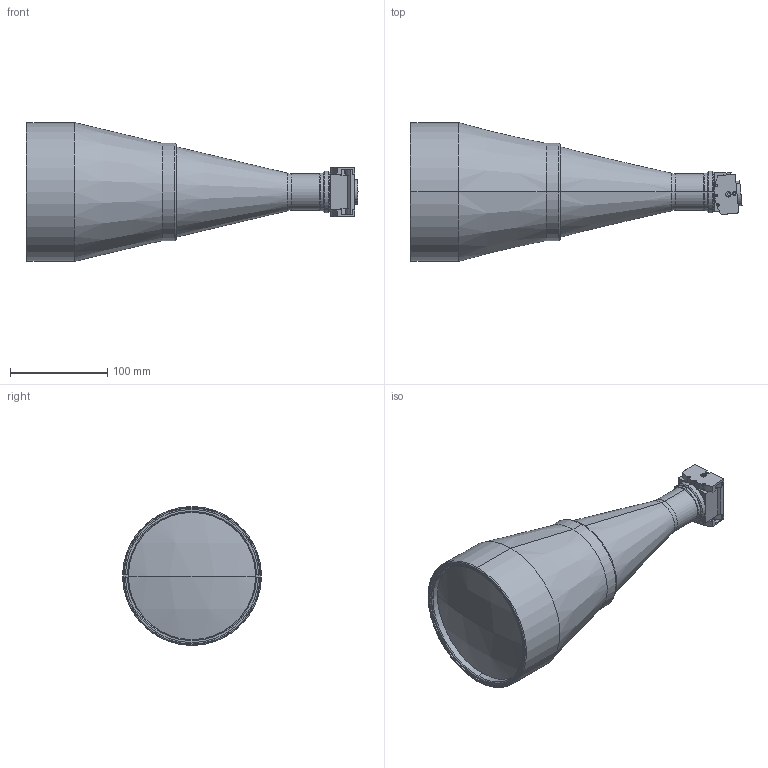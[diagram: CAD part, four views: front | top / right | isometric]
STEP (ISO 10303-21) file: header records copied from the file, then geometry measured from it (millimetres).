
FILE_DESCRIPTION (( 'STEP AP214' ), '1' );
FILE_NAME ('TCSM096.STEP', '2011-04-04T12:34:28', ( '--' ), ( '' ), 'SwSTEP 2.0', 'SolidWorks 2011', '' );
FILE_SCHEMA (( 'AUTOMOTIVE_DESIGN' ));
Length unit declared in the file: millimetre
Products named in the file (1): TCSM096
Bounding box: 341.82 x 143 x 143 mm (x, y, z)
Surface area: 140597 mm2 (no closed solid volume)
Topology: 0 solids, 19 shells, 223 faces, 848 edges, 638 vertices
Faces by surface type: cylinder 105, plane 91, cone 15, torus 8, sphere 2, bspline 2
Entity records: 12225 total; most frequent: CARTESIAN_POINT 2401, DIRECTION 1644, ORIENTED_EDGE 1319, EDGE_CURVE 848, VERTEX_POINT 638, AXIS2_PLACEMENT_3D 623, CIRCLE 401, LINE 398
